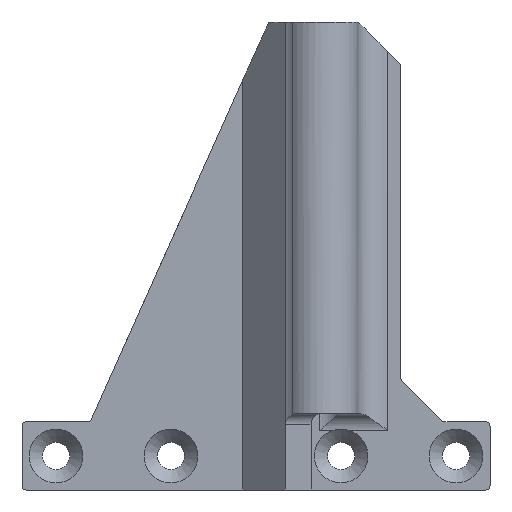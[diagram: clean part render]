
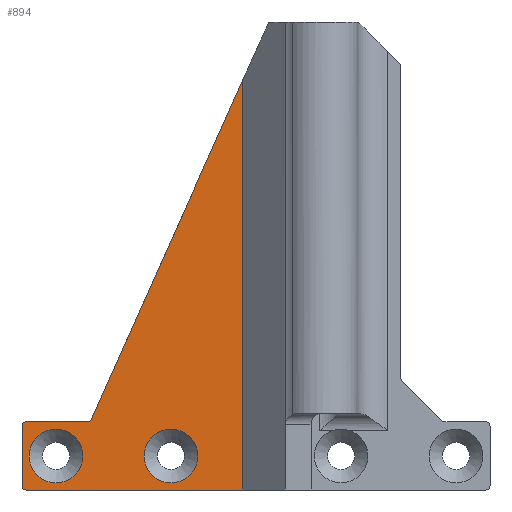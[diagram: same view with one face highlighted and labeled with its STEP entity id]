
A CAD part, left-side view. The second image highlights one B-rep face of the part: STEP entity #894.
In plain terms, the highlighted planar face has unit normal (-1, 0, 0).
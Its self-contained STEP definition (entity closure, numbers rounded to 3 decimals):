
#23=FACE_BOUND('',#297,.T.);
#24=FACE_BOUND('',#298,.T.);
#35=PLANE('',#991);
#117=LINE('',#1545,#192);
#118=LINE('',#1549,#193);
#119=LINE('',#1551,#194);
#120=LINE('',#1553,#195);
#121=LINE('',#1557,#196);
#192=VECTOR('',#1194,7.);
#193=VECTOR('',#1197,25.464);
#194=VECTOR('',#1198,48.206);
#195=VECTOR('',#1199,43.713);
#196=VECTOR('',#1202,7.176);
#245=FACE_OUTER_BOUND('',#296,.T.);
#296=EDGE_LOOP('',(#732,#733,#734,#735,#736,#737,#738,#739));
#297=EDGE_LOOP('',(#740,#741));
#298=EDGE_LOOP('',(#742,#743));
#361=CIRCLE('',#992,0.5);
#362=CIRCLE('',#993,0.5);
#363=CIRCLE('',#994,0.5);
#364=CIRCLE('',#995,3.15);
#365=CIRCLE('',#996,3.15);
#366=CIRCLE('',#997,3.15);
#367=CIRCLE('',#998,3.15);
#447=VERTEX_POINT('',#1543);
#448=VERTEX_POINT('',#1544);
#449=VERTEX_POINT('',#1546);
#450=VERTEX_POINT('',#1548);
#451=VERTEX_POINT('',#1550);
#452=VERTEX_POINT('',#1552);
#453=VERTEX_POINT('',#1554);
#454=VERTEX_POINT('',#1556);
#455=VERTEX_POINT('',#1559);
#456=VERTEX_POINT('',#1560);
#457=VERTEX_POINT('',#1563);
#458=VERTEX_POINT('',#1564);
#558=EDGE_CURVE('',#447,#448,#117,.T.);
#559=EDGE_CURVE('',#449,#448,#361,.F.);
#560=EDGE_CURVE('',#450,#449,#118,.T.);
#561=EDGE_CURVE('',#451,#450,#119,.T.);
#562=EDGE_CURVE('',#452,#451,#120,.T.);
#563=EDGE_CURVE('',#453,#452,#362,.T.);
#564=EDGE_CURVE('',#454,#453,#121,.T.);
#565=EDGE_CURVE('',#447,#454,#363,.F.);
#566=EDGE_CURVE('',#455,#456,#364,.T.);
#567=EDGE_CURVE('',#456,#455,#365,.T.);
#568=EDGE_CURVE('',#457,#458,#366,.T.);
#569=EDGE_CURVE('',#458,#457,#367,.T.);
#732=ORIENTED_EDGE('',*,*,#558,.T.);
#733=ORIENTED_EDGE('',*,*,#559,.F.);
#734=ORIENTED_EDGE('',*,*,#560,.F.);
#735=ORIENTED_EDGE('',*,*,#561,.F.);
#736=ORIENTED_EDGE('',*,*,#562,.F.);
#737=ORIENTED_EDGE('',*,*,#563,.F.);
#738=ORIENTED_EDGE('',*,*,#564,.F.);
#739=ORIENTED_EDGE('',*,*,#565,.F.);
#740=ORIENTED_EDGE('',*,*,#566,.T.);
#741=ORIENTED_EDGE('',*,*,#567,.T.);
#742=ORIENTED_EDGE('',*,*,#568,.T.);
#743=ORIENTED_EDGE('',*,*,#569,.T.);
#894=ADVANCED_FACE('',(#245,#23,#24),#35,.F.);
#991=AXIS2_PLACEMENT_3D('',#1542,#1192,#1193);
#992=AXIS2_PLACEMENT_3D('',#1547,#1195,#1196);
#993=AXIS2_PLACEMENT_3D('',#1555,#1200,#1201);
#994=AXIS2_PLACEMENT_3D('',#1558,#1203,#1204);
#995=AXIS2_PLACEMENT_3D('',#1561,#1205,#1206);
#996=AXIS2_PLACEMENT_3D('',#1562,#1207,#1208);
#997=AXIS2_PLACEMENT_3D('',#1565,#1209,#1210);
#998=AXIS2_PLACEMENT_3D('',#1566,#1211,#1212);
#1192=DIRECTION('center_axis',(1.,0.,0.));
#1193=DIRECTION('ref_axis',(0.,0.,-1.));
#1194=DIRECTION('',(0.,0.,-1.));
#1195=DIRECTION('center_axis',(-1.,0.,0.));
#1196=DIRECTION('ref_axis',(0.,0.,1.));
#1197=DIRECTION('',(0.,1.,0.));
#1198=DIRECTION('',(0.,0.,-1.));
#1199=DIRECTION('',(0.,-0.408,0.913));
#1200=DIRECTION('center_axis',(-1.,0.,0.));
#1201=DIRECTION('ref_axis',(0.,0.,1.));
#1202=DIRECTION('',(0.,-1.,0.));
#1203=DIRECTION('center_axis',(-1.,0.,0.));
#1204=DIRECTION('ref_axis',(0.,0.,1.));
#1205=DIRECTION('center_axis',(1.,0.,0.));
#1206=DIRECTION('ref_axis',(0.,0.,-1.));
#1207=DIRECTION('center_axis',(1.,0.,0.));
#1208=DIRECTION('ref_axis',(0.,0.,-1.));
#1209=DIRECTION('center_axis',(1.,0.,0.));
#1210=DIRECTION('ref_axis',(0.,0.,-1.));
#1211=DIRECTION('center_axis',(1.,0.,0.));
#1212=DIRECTION('ref_axis',(0.,0.,-1.));
#1542=CARTESIAN_POINT('Origin',(19.,9.036,55.));
#1543=CARTESIAN_POINT('',(19.,35.,7.5));
#1544=CARTESIAN_POINT('',(19.,35.,0.5));
#1545=CARTESIAN_POINT('',(19.,35.,7.5));
#1546=CARTESIAN_POINT('',(19.,34.5,0.));
#1547=CARTESIAN_POINT('Origin',(19.,34.5,0.5));
#1548=CARTESIAN_POINT('',(19.,9.036,0.));
#1549=CARTESIAN_POINT('',(19.,9.036,0.));
#1550=CARTESIAN_POINT('',(19.,9.036,48.206));
#1551=CARTESIAN_POINT('',(19.,9.036,48.206));
#1552=CARTESIAN_POINT('',(19.,26.868,8.296));
#1553=CARTESIAN_POINT('',(19.,26.868,8.296));
#1554=CARTESIAN_POINT('',(19.,27.324,8.));
#1555=CARTESIAN_POINT('Origin',(19.,27.324,8.5));
#1556=CARTESIAN_POINT('',(19.,34.5,8.));
#1557=CARTESIAN_POINT('',(19.,34.5,8.));
#1558=CARTESIAN_POINT('Origin',(19.,34.5,7.5));
#1559=CARTESIAN_POINT('',(19.,31.,0.85));
#1560=CARTESIAN_POINT('',(19.,31.,7.15));
#1561=CARTESIAN_POINT('Origin',(19.,31.,4.));
#1562=CARTESIAN_POINT('Origin',(19.,31.,4.));
#1563=CARTESIAN_POINT('',(19.,17.5,0.85));
#1564=CARTESIAN_POINT('',(19.,17.5,7.15));
#1565=CARTESIAN_POINT('Origin',(19.,17.5,4.));
#1566=CARTESIAN_POINT('Origin',(19.,17.5,4.));
